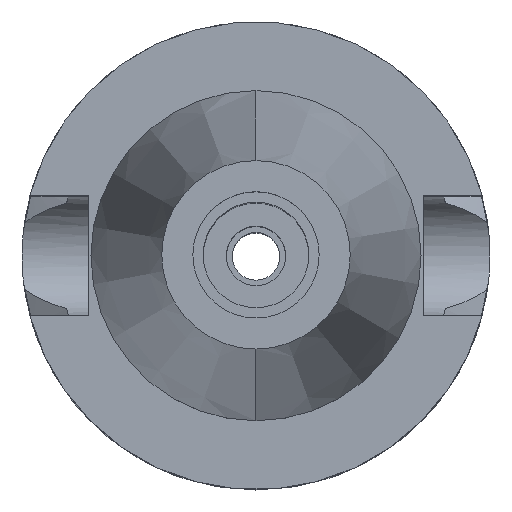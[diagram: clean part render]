
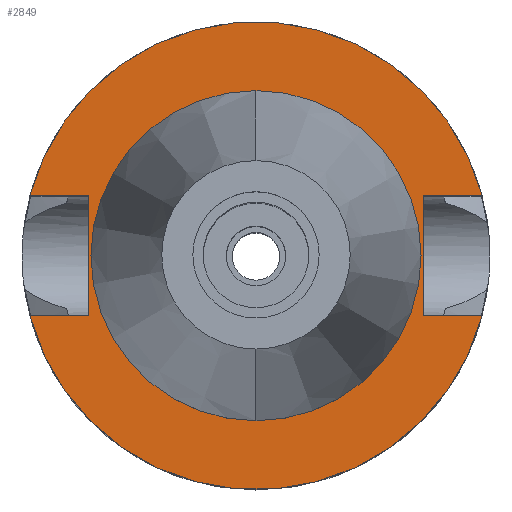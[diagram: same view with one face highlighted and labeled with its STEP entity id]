
A CAD part, top view. The second image highlights one B-rep face of the part: STEP entity #2849.
In plain terms, the highlighted planar face has unit normal (0, 0, 1).
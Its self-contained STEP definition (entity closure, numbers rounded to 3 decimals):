
#172 = CARTESIAN_POINT ( 'NONE',  ( 0., 0., -2. ) ) ;
#215 = EDGE_CURVE ( 'NONE', #3005, #3134, #2210, .T. ) ;
#224 = ORIENTED_EDGE ( 'NONE', *, *, #821, .F. ) ;
#252 = CARTESIAN_POINT ( 'NONE',  ( 0., 22.225, -2. ) ) ;
#320 = DIRECTION ( 'NONE',  ( 1., 0., 0. ) ) ;
#362 = CARTESIAN_POINT ( 'NONE',  ( 0., 0., -2. ) ) ;
#363 = CARTESIAN_POINT ( 'NONE',  ( -30.454, 8.05, -2. ) ) ;
#394 = ORIENTED_EDGE ( 'NONE', *, *, #1462, .F. ) ;
#450 = CARTESIAN_POINT ( 'NONE',  ( 0., 0., -2. ) ) ;
#474 = AXIS2_PLACEMENT_3D ( 'NONE', #1754, #2867, #1474 ) ;
#484 = CARTESIAN_POINT ( 'NONE',  ( 30.454, -8.05, -2. ) ) ;
#487 = CARTESIAN_POINT ( 'NONE',  ( -22.5, -8.05, -2. ) ) ;
#578 = VERTEX_POINT ( 'NONE', #3271 ) ;
#591 = CARTESIAN_POINT ( 'NONE',  ( -22.5, 8.05, -2. ) ) ;
#597 = EDGE_LOOP ( 'NONE', ( #2182, #3558, #2051, #2388, #3095, #224, #665, #3465 ) ) ;
#665 = ORIENTED_EDGE ( 'NONE', *, *, #1049, .F. ) ;
#691 = CIRCLE ( 'NONE', #2981, 22.225 ) ;
#730 = LINE ( 'NONE', #1855, #2396 ) ;
#760 = DIRECTION ( 'NONE',  ( 0., 1., 0. ) ) ;
#773 = AXIS2_PLACEMENT_3D ( 'NONE', #172, #3578, #1300 ) ;
#821 = EDGE_CURVE ( 'NONE', #930, #1397, #977, .T. ) ;
#930 = VERTEX_POINT ( 'NONE', #363 ) ;
#977 = CIRCLE ( 'NONE', #3028, 31.5 ) ;
#1048 = CARTESIAN_POINT ( 'NONE',  ( -22.5, -8.05, -2. ) ) ;
#1049 = EDGE_CURVE ( 'NONE', #2162, #930, #1525, .T. ) ;
#1052 = VERTEX_POINT ( 'NONE', #2096 ) ;
#1234 = EDGE_CURVE ( 'NONE', #3005, #1397, #730, .T. ) ;
#1300 = DIRECTION ( 'NONE',  ( 0., -1., 0. ) ) ;
#1397 = VERTEX_POINT ( 'NONE', #3396 ) ;
#1449 = CARTESIAN_POINT ( 'NONE',  ( 22.5, -8.05, -2. ) ) ;
#1462 = EDGE_CURVE ( 'NONE', #2007, #2223, #691, .T. ) ;
#1474 = DIRECTION ( 'NONE',  ( 0., -1., 0. ) ) ;
#1507 = DIRECTION ( 'NONE',  ( 0., 0., 1. ) ) ;
#1508 = CARTESIAN_POINT ( 'NONE',  ( -22.5, 8.05, -2. ) ) ;
#1525 = LINE ( 'NONE', #1508, #3563 ) ;
#1578 = DIRECTION ( 'NONE',  ( 0., -1., 0. ) ) ;
#1590 = EDGE_CURVE ( 'NONE', #3134, #3029, #1660, .T. ) ;
#1621 = DIRECTION ( 'NONE',  ( 0., -1., 0. ) ) ;
#1660 = LINE ( 'NONE', #1959, #1759 ) ;
#1754 = CARTESIAN_POINT ( 'NONE',  ( 0., 0., -2. ) ) ;
#1759 = VECTOR ( 'NONE', #3628, 1000. ) ;
#1793 = CARTESIAN_POINT ( 'NONE',  ( 0., 0., -2. ) ) ;
#1855 = CARTESIAN_POINT ( 'NONE',  ( 22.5, 8.05, -2. ) ) ;
#1953 = EDGE_CURVE ( 'NONE', #578, #2162, #2949, .T. ) ;
#1959 = CARTESIAN_POINT ( 'NONE',  ( 22.5, -8.05, -2. ) ) ;
#2007 = VERTEX_POINT ( 'NONE', #2125 ) ;
#2045 = DIRECTION ( 'NONE',  ( 0., 0., -1. ) ) ;
#2051 = ORIENTED_EDGE ( 'NONE', *, *, #1590, .F. ) ;
#2096 = CARTESIAN_POINT ( 'NONE',  ( -30.454, -8.05, -2. ) ) ;
#2125 = CARTESIAN_POINT ( 'NONE',  ( 0., -22.225, -2. ) ) ;
#2162 = VERTEX_POINT ( 'NONE', #591 ) ;
#2182 = ORIENTED_EDGE ( 'NONE', *, *, #3526, .T. ) ;
#2210 = LINE ( 'NONE', #2740, #3320 ) ;
#2223 = VERTEX_POINT ( 'NONE', #252 ) ;
#2340 = VECTOR ( 'NONE', #3009, 1000. ) ;
#2371 = CIRCLE ( 'NONE', #773, 31.5 ) ;
#2388 = ORIENTED_EDGE ( 'NONE', *, *, #215, .F. ) ;
#2396 = VECTOR ( 'NONE', #320, 1000. ) ;
#2421 = AXIS2_PLACEMENT_3D ( 'NONE', #362, #2612, #3158 ) ;
#2612 = DIRECTION ( 'NONE',  ( 0., 0., 1. ) ) ;
#2740 = CARTESIAN_POINT ( 'NONE',  ( 22.5, 8.05, -2. ) ) ;
#2849 = ADVANCED_FACE ( 'NONE', ( #2921, #3228 ), #3474, .F. ) ;
#2867 = DIRECTION ( 'NONE',  ( 0., 0., -1. ) ) ;
#2875 = EDGE_CURVE ( 'NONE', #2223, #2007, #3478, .T. ) ;
#2921 = FACE_OUTER_BOUND ( 'NONE', #597, .T. ) ;
#2949 = LINE ( 'NONE', #1048, #3437 ) ;
#2971 = CARTESIAN_POINT ( 'NONE',  ( 22.5, 8.05, -2. ) ) ;
#2981 = AXIS2_PLACEMENT_3D ( 'NONE', #450, #1507, #1578 ) ;
#3005 = VERTEX_POINT ( 'NONE', #2971 ) ;
#3009 = DIRECTION ( 'NONE',  ( -1., 0., 0. ) ) ;
#3022 = EDGE_CURVE ( 'NONE', #3029, #1052, #2371, .T. ) ;
#3028 = AXIS2_PLACEMENT_3D ( 'NONE', #1793, #2045, #3105 ) ;
#3029 = VERTEX_POINT ( 'NONE', #484 ) ;
#3095 = ORIENTED_EDGE ( 'NONE', *, *, #1234, .T. ) ;
#3105 = DIRECTION ( 'NONE',  ( 0., 1., 0. ) ) ;
#3134 = VERTEX_POINT ( 'NONE', #1449 ) ;
#3158 = DIRECTION ( 'NONE',  ( 0., 1., 0. ) ) ;
#3180 = ORIENTED_EDGE ( 'NONE', *, *, #2875, .F. ) ;
#3194 = DIRECTION ( 'NONE',  ( -1., 0., 0. ) ) ;
#3226 = EDGE_LOOP ( 'NONE', ( #3180, #394 ) ) ;
#3228 = FACE_BOUND ( 'NONE', #3226, .T. ) ;
#3271 = CARTESIAN_POINT ( 'NONE',  ( -22.5, -8.05, -2. ) ) ;
#3320 = VECTOR ( 'NONE', #1621, 1000. ) ;
#3396 = CARTESIAN_POINT ( 'NONE',  ( 30.454, 8.05, -2. ) ) ;
#3437 = VECTOR ( 'NONE', #760, 1000. ) ;
#3465 = ORIENTED_EDGE ( 'NONE', *, *, #1953, .F. ) ;
#3474 = PLANE ( 'NONE',  #474 ) ;
#3478 = CIRCLE ( 'NONE', #2421, 22.225 ) ;
#3526 = EDGE_CURVE ( 'NONE', #578, #1052, #3597, .T. ) ;
#3558 = ORIENTED_EDGE ( 'NONE', *, *, #3022, .F. ) ;
#3563 = VECTOR ( 'NONE', #3194, 1000. ) ;
#3578 = DIRECTION ( 'NONE',  ( 0., 0., -1. ) ) ;
#3597 = LINE ( 'NONE', #487, #2340 ) ;
#3628 = DIRECTION ( 'NONE',  ( 1., 0., 0. ) ) ;
